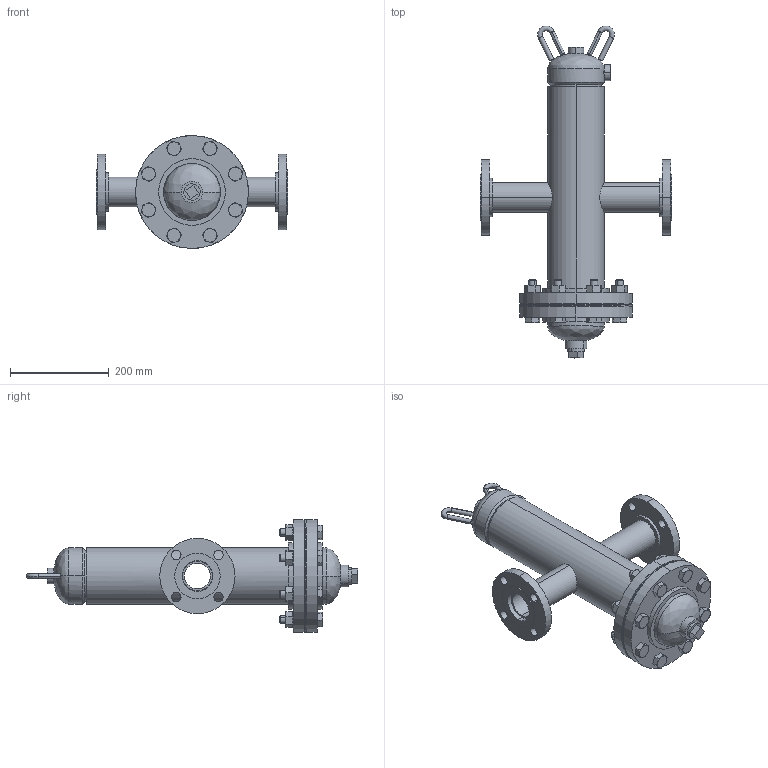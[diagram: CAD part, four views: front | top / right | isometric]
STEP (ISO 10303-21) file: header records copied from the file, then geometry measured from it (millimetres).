
FILE_DESCRIPTION (( 'STEP AP203' ), '1' );
FILE_NAME ('WVA-2.STEP', '2021-03-09T20:20:14', ( '' ), ( '' ), 'SwSTEP 2.0', 'SolidWorks 2021', '' );
FILE_SCHEMA (( 'CONFIG_CONTROL_DESIGN' ));
Length unit declared in the file: inch
Products named in the file (16): 9800552_HHBOLT 0.6250-11x2.5x2.5-N; 9500050; 99J1913; 9400540_tall; SORF FLANGES ASME B16.5_2 150# SA-105; 99P0061_17; 9500030; 9400522; 9301060_5.75; WVA-2; Garlock F.F. Gaskets 150# .0625 tk_9471204; PLUGS_9500150; 9201530; 9800620_HHNUT 0.6250-11-D-N; SORF FLANGES ASME B16.5_4 150# SA-105
Assembly tree (35 placements, depth 2):
  WVA-2
    99P0061_17
    9201530
    9201530
    9500050
    9500030  x2
    PLUGS_9500150
    9301060_5.75  x2
    SORF FLANGES ASME B16.5_2 150# SA-105  x2
    SORF FLANGES ASME B16.5_4 150# SA-105  x2
    Garlock F.F. Gaskets 150# .0625 tk_9471204
    9800552_HHBOLT 0.6250-11x2.5x2.5-N  x8
    9800620_HHNUT 0.6250-11-D-N  x8
    9400540_tall  x2
    99J1913  x2
    9400522
Bounding box: 387.35 x 672.36 x 228.6 mm (x, y, z)
Volume: 3579398.7 mm3; surface area: 987655.4 mm2
Topology: 35 solids, 35 shells, 621 faces, 1374 edges, 842 vertices
Faces by surface type: cylinder 214, cone 202, plane 193, bspline 8, torus 4
Entity records: 9969 total; most frequent: CARTESIAN_POINT 2511, DIRECTION 1186, ORIENTED_EDGE 992, AXIS2_PLACEMENT_3D 510, EDGE_CURVE 496, VERTEX_POINT 318, EDGE_LOOP 286, CIRCLE 266
